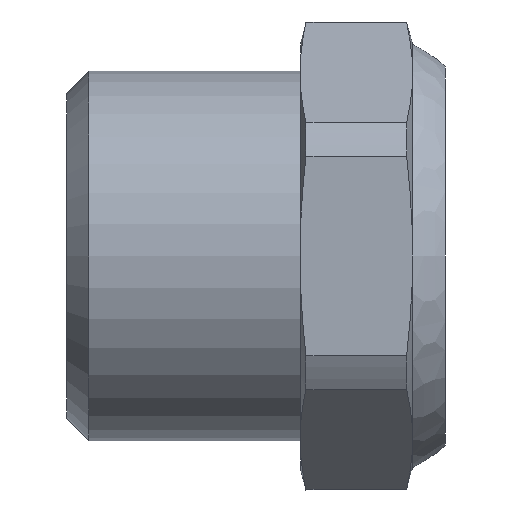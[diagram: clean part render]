
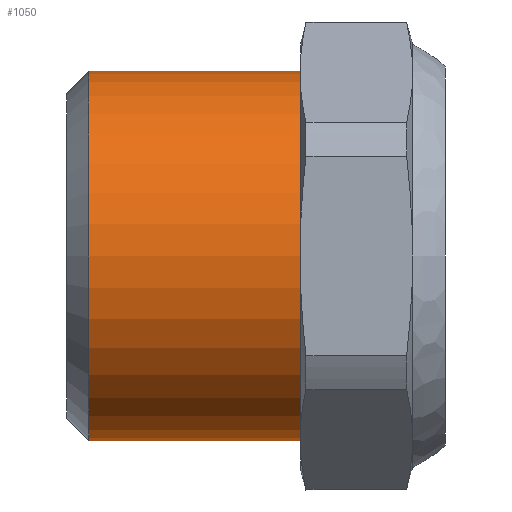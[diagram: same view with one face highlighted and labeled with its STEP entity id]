
A CAD part, front view. The second image highlights one B-rep face of the part: STEP entity #1050.
In plain terms, the highlighted cylindrical face has radius 8.3 mm (diameter 16.6 mm), a partial arc.
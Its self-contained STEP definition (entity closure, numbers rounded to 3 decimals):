
#65 = EDGE_CURVE ( 'NONE', #1234, #584, #145, .T. ) ;
#113 = EDGE_CURVE ( 'NONE', #1234, #1301, #972, .T. ) ;
#125 = FACE_OUTER_BOUND ( 'NONE', #687, .T. ) ;
#145 = LINE ( 'NONE', #1451, #363 ) ;
#162 = EDGE_CURVE ( 'NONE', #334, #584, #664, .T. ) ;
#164 = DIRECTION ( 'NONE',  ( -1., 0., 0. ) ) ;
#189 = CARTESIAN_POINT ( 'NONE',  ( 0., 0., 8.3 ) ) ;
#281 = EDGE_CURVE ( 'NONE', #1301, #334, #780, .T. ) ;
#334 = VERTEX_POINT ( 'NONE', #1402 ) ;
#363 = VECTOR ( 'NONE', #385, 1000. ) ;
#385 = DIRECTION ( 'NONE',  ( -1., 0., 0. ) ) ;
#398 = DIRECTION ( 'NONE',  ( 0., 0., 1. ) ) ;
#440 = CARTESIAN_POINT ( 'NONE',  ( 10.5, 0., 8.3 ) ) ;
#486 = CYLINDRICAL_SURFACE ( 'NONE', #1363, 8.3 ) ;
#584 = VERTEX_POINT ( 'NONE', #1490 ) ;
#601 = ORIENTED_EDGE ( 'NONE', *, *, #162, .T. ) ;
#626 = CARTESIAN_POINT ( 'NONE',  ( 1., 0., 0. ) ) ;
#638 = CARTESIAN_POINT ( 'NONE',  ( 0., 0., 0. ) ) ;
#664 = CIRCLE ( 'NONE', #1298, 8.3 ) ;
#687 = EDGE_LOOP ( 'NONE', ( #989, #1498, #1440, #601 ) ) ;
#712 = DIRECTION ( 'NONE',  ( 0., 0., 1. ) ) ;
#726 = CARTESIAN_POINT ( 'NONE',  ( 10.5, 0., 0. ) ) ;
#780 = LINE ( 'NONE', #189, #1280 ) ;
#923 = AXIS2_PLACEMENT_3D ( 'NONE', #726, #1085, #712 ) ;
#972 = CIRCLE ( 'NONE', #923, 8.3 ) ;
#989 = ORIENTED_EDGE ( 'NONE', *, *, #65, .F. ) ;
#1050 = ADVANCED_FACE ( 'NONE', ( #125 ), #486, .T. ) ;
#1085 = DIRECTION ( 'NONE',  ( -1., 0., 0. ) ) ;
#1183 = CARTESIAN_POINT ( 'NONE',  ( 10.5, 0., -8.3 ) ) ;
#1210 = DIRECTION ( 'NONE',  ( 0., 0., -1. ) ) ;
#1234 = VERTEX_POINT ( 'NONE', #1183 ) ;
#1269 = DIRECTION ( 'NONE',  ( -1., 0., 0. ) ) ;
#1280 = VECTOR ( 'NONE', #1269, 1000. ) ;
#1298 = AXIS2_PLACEMENT_3D ( 'NONE', #626, #1318, #1210 ) ;
#1301 = VERTEX_POINT ( 'NONE', #440 ) ;
#1318 = DIRECTION ( 'NONE',  ( 1., 0., 0. ) ) ;
#1363 = AXIS2_PLACEMENT_3D ( 'NONE', #638, #164, #398 ) ;
#1402 = CARTESIAN_POINT ( 'NONE',  ( 1., 0., 8.3 ) ) ;
#1440 = ORIENTED_EDGE ( 'NONE', *, *, #281, .T. ) ;
#1451 = CARTESIAN_POINT ( 'NONE',  ( 0., 0., -8.3 ) ) ;
#1490 = CARTESIAN_POINT ( 'NONE',  ( 1., 0., -8.3 ) ) ;
#1498 = ORIENTED_EDGE ( 'NONE', *, *, #113, .T. ) ;
